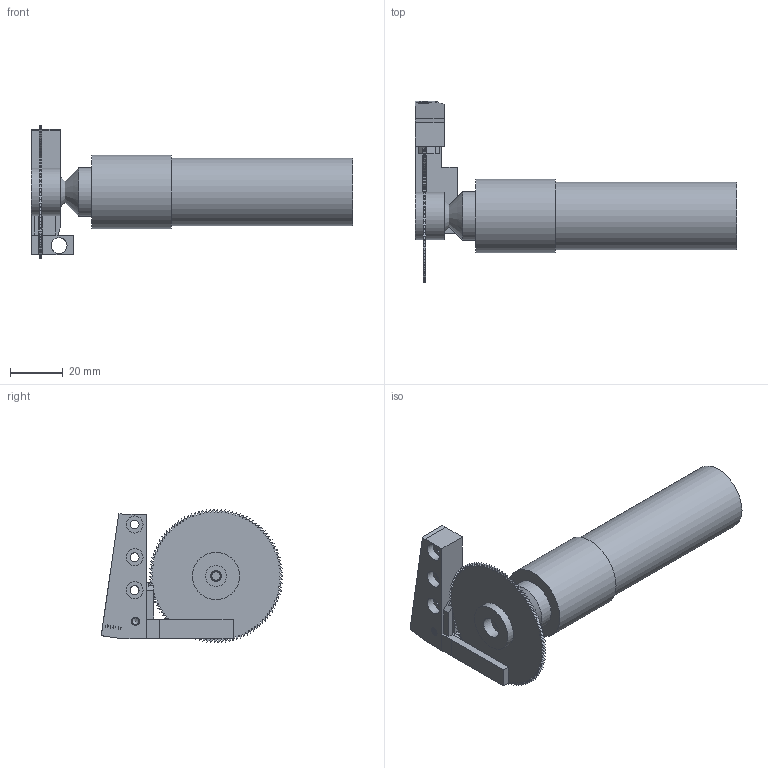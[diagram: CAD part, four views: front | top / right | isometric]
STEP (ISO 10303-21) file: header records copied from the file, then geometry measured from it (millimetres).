
FILE_DESCRIPTION(/* description */ (''),/* implementation_level */ '2;1');
FILE_NAME(/* name */ 'rotoforgewireguide v11.step',/* time_stamp */ '2025-11-15T13:46:37-08:00',/* author */ (''),/* organization */ (''),/* preprocessor_version */ 'ST-DEVELOPER v20.1',/* originating_system */ 'Autodesk Translation Framework v14.17.0.0',/* authorisation */ '');
FILE_SCHEMA (('AUTOMOTIVE_DESIGN { 1 0 10303 214 3 1 1 }'));
Length unit declared in the file: millimetre
Products named in the file (6): rotoforgewireguide; standinrotoforgespindle; roughgeometricplaceholderrotarygrinder; RotoforgeArbor; 3044A65_Smooth-Finish Slitting Saw; sawbladeclamparborend
Assembly tree (5 placements, depth 3):
  rotoforgewireguide
    standinrotoforgespindle
      roughgeometricplaceholderrotarygrinder
      RotoforgeArbor
      3044A65_Smooth-Finish Slitting Saw
      sawbladeclamparborend
Bounding box: 122.27 x 69.08 x 50.78 mm (x, y, z)
Volume: 69858.7 mm3; surface area: 22102.8 mm2
Topology: 5 solids, 5 shells, 606 faces, 1756 edges, 1167 vertices
Faces by surface type: cylinder 317, plane 271, bspline 12, cone 4, torus 2
Full cylindrical faces by diameter (mm): 1 x1, 2.529 x9, 3.086 x3, 3.332 x4, 3.4 x3, 4.109 x1, 4.3 x1, 5.035 x3, 6 x1, 6.1 x1, 6.147 x1, 6.5 x3, 8 x1, 12.7 x2, 12.8 x1, 18 x2, 18.64 x1, 25.6 x1, 28 x1
Entity records: 25444 total; most frequent: CARTESIAN_POINT 9159, ORIENTED_EDGE 3508, DIRECTION 3299, EDGE_CURVE 1754, VERTEX_POINT 1167, AXIS2_PLACEMENT_3D 1124, LINE 1051, VECTOR 1051
